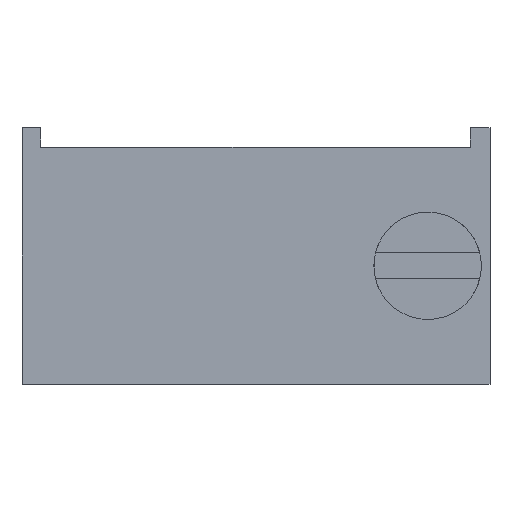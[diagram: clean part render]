
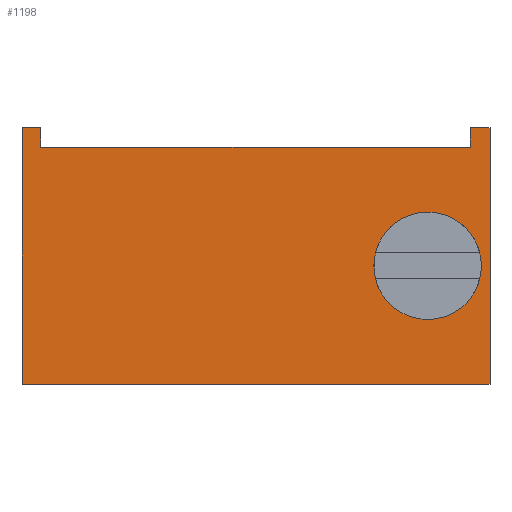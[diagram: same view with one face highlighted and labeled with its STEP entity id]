
A CAD part, front view. The second image highlights one B-rep face of the part: STEP entity #1198.
In plain terms, the highlighted planar face has unit normal (0, -1, 0).
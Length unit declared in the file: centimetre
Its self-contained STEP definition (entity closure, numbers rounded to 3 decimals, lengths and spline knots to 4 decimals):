
#139 = PLANE ( 'NONE',  #822 ) ;
#146 = CARTESIAN_POINT ( 'NONE',  ( 0., -0.9652, 0. ) ) ;
#147 = DIRECTION ( 'NONE',  ( 0., 1., 0. ) ) ;
#148 = DIRECTION ( 'NONE',  ( 0., 0., 1. ) ) ;
#247 = CIRCLE ( 'NONE', #1115, 0.1092 ) ;
#296 = LINE ( 'NONE', #1586, #304 ) ;
#298 = LINE ( 'NONE', #1341, #300 ) ;
#299 = LINE ( 'NONE', #1481, #302 ) ;
#300 = VECTOR ( 'NONE', #1396, 100. ) ;
#301 = LINE ( 'NONE', #1356, #306 ) ;
#302 = VECTOR ( 'NONE', #1556, 100. ) ;
#303 = LINE ( 'NONE', #1528, #308 ) ;
#304 = VECTOR ( 'NONE', #1491, 100. ) ;
#305 = LINE ( 'NONE', #1529, #310 ) ;
#306 = VECTOR ( 'NONE', #1578, 100. ) ;
#307 = LINE ( 'NONE', #1524, #312 ) ;
#308 = VECTOR ( 'NONE', #1589, 100. ) ;
#310 = VECTOR ( 'NONE', #1584, 100. ) ;
#311 = LINE ( 'NONE', #1565, #314 ) ;
#312 = VECTOR ( 'NONE', #1490, 100. ) ;
#313 = CIRCLE ( 'NONE', #611, 0.1092 ) ;
#314 = VECTOR ( 'NONE', #1569, 100. ) ;
#408 = ORIENTED_EDGE ( 'NONE', *, *, #1154, .F. ) ;
#409 = ORIENTED_EDGE ( 'NONE', *, *, #1155, .F. ) ;
#410 = ORIENTED_EDGE ( 'NONE', *, *, #1156, .F. ) ;
#411 = ORIENTED_EDGE ( 'NONE', *, *, #1157, .F. ) ;
#412 = ORIENTED_EDGE ( 'NONE', *, *, #1158, .T. ) ;
#413 = ORIENTED_EDGE ( 'NONE', *, *, #1159, .F. ) ;
#414 = ORIENTED_EDGE ( 'NONE', *, *, #1160, .F. ) ;
#415 = ORIENTED_EDGE ( 'NONE', *, *, #1161, .F. ) ;
#416 = ORIENTED_EDGE ( 'NONE', *, *, #1162, .F. ) ;
#417 = ORIENTED_EDGE ( 'NONE', *, *, #1127, .F. ) ;
#611 = AXIS2_PLACEMENT_3D ( 'NONE', #1564, #1533, #1526 ) ;
#725 = FACE_OUTER_BOUND ( 'NONE', #1011, .T. ) ;
#729 = FACE_BOUND ( 'NONE', #1027, .T. ) ;
#822 = AXIS2_PLACEMENT_3D ( 'NONE', #146, #147, #148 ) ;
#854 = CARTESIAN_POINT ( 'NONE',  ( 0.6902, -0.9652, 0.2813 ) ) ;
#870 = CARTESIAN_POINT ( 'NONE',  ( 0.6032, -0.9652, -0.1092 ) ) ;
#877 = CARTESIAN_POINT ( 'NONE',  ( -0.1841, -0.9652, 0.2813 ) ) ;
#882 = CARTESIAN_POINT ( 'NONE',  ( 0.6032, -0.9652, 0.1092 ) ) ;
#883 = CARTESIAN_POINT ( 'NONE',  ( 0.6902, -0.9652, 0.2413 ) ) ;
#899 = CARTESIAN_POINT ( 'NONE',  ( -0.2222, -0.9652, 0.2813 ) ) ;
#903 = CARTESIAN_POINT ( 'NONE',  ( -0.1841, -0.9652, 0.2413 ) ) ;
#910 = CARTESIAN_POINT ( 'NONE',  ( 0.7302, -0.9652, 0.2813 ) ) ;
#912 = CARTESIAN_POINT ( 'NONE',  ( 0.7302, -0.9652, -0.2413 ) ) ;
#918 = CARTESIAN_POINT ( 'NONE',  ( -0.2222, -0.9652, -0.2413 ) ) ;
#941 = VERTEX_POINT ( 'NONE', #882 ) ;
#953 = VERTEX_POINT ( 'NONE', #854 ) ;
#957 = VERTEX_POINT ( 'NONE', #870 ) ;
#968 = VERTEX_POINT ( 'NONE', #912 ) ;
#976 = VERTEX_POINT ( 'NONE', #903 ) ;
#978 = VERTEX_POINT ( 'NONE', #899 ) ;
#979 = VERTEX_POINT ( 'NONE', #918 ) ;
#983 = VERTEX_POINT ( 'NONE', #883 ) ;
#990 = VERTEX_POINT ( 'NONE', #910 ) ;
#1001 = VERTEX_POINT ( 'NONE', #877 ) ;
#1011 = EDGE_LOOP ( 'NONE', ( #408, #409, #410, #411, #412, #413, #414, #415 ) ) ;
#1027 = EDGE_LOOP ( 'NONE', ( #416, #417 ) ) ;
#1115 = AXIS2_PLACEMENT_3D ( 'NONE', #1395, #1249, #1239 ) ;
#1127 = EDGE_CURVE ( 'NONE', #957, #941, #247, .T. ) ;
#1154 = EDGE_CURVE ( 'NONE', #979, #978, #298, .T. ) ;
#1155 = EDGE_CURVE ( 'NONE', #968, #979, #299, .T. ) ;
#1156 = EDGE_CURVE ( 'NONE', #990, #968, #296, .T. ) ;
#1157 = EDGE_CURVE ( 'NONE', #953, #990, #301, .T. ) ;
#1158 = EDGE_CURVE ( 'NONE', #953, #983, #303, .T. ) ;
#1159 = EDGE_CURVE ( 'NONE', #976, #983, #305, .T. ) ;
#1160 = EDGE_CURVE ( 'NONE', #1001, #976, #307, .T. ) ;
#1161 = EDGE_CURVE ( 'NONE', #978, #1001, #311, .T. ) ;
#1162 = EDGE_CURVE ( 'NONE', #941, #957, #313, .T. ) ;
#1198 = ADVANCED_FACE ( 'NONE', ( #725, #729 ), #139, .F. ) ;
#1239 = DIRECTION ( 'NONE',  ( 0., 0., 1. ) ) ;
#1249 = DIRECTION ( 'NONE',  ( 0., -1., 0. ) ) ;
#1341 = CARTESIAN_POINT ( 'NONE',  ( -0.2222, -0.9652, 0.2413 ) ) ;
#1356 = CARTESIAN_POINT ( 'NONE',  ( 0.7302, -0.9652, 0.2813 ) ) ;
#1395 = CARTESIAN_POINT ( 'NONE',  ( 0.6032, -0.9652, 0. ) ) ;
#1396 = DIRECTION ( 'NONE',  ( 0., 0., 1. ) ) ;
#1481 = CARTESIAN_POINT ( 'NONE',  ( 0.7302, -0.9652, -0.2413 ) ) ;
#1490 = DIRECTION ( 'NONE',  ( 0., 0., -1. ) ) ;
#1491 = DIRECTION ( 'NONE',  ( 0., 0., -1. ) ) ;
#1524 = CARTESIAN_POINT ( 'NONE',  ( -0.1841, -0.9652, 0.2813 ) ) ;
#1526 = DIRECTION ( 'NONE',  ( 0., 0., 1. ) ) ;
#1528 = CARTESIAN_POINT ( 'NONE',  ( 0.6902, -0.9652, 0.2813 ) ) ;
#1529 = CARTESIAN_POINT ( 'NONE',  ( 0.7302, -0.9652, 0.2413 ) ) ;
#1533 = DIRECTION ( 'NONE',  ( 0., -1., 0. ) ) ;
#1556 = DIRECTION ( 'NONE',  ( -1., 0., 0. ) ) ;
#1564 = CARTESIAN_POINT ( 'NONE',  ( 0.6032, -0.9652, 0. ) ) ;
#1565 = CARTESIAN_POINT ( 'NONE',  ( -0.2222, -0.9652, 0.2813 ) ) ;
#1569 = DIRECTION ( 'NONE',  ( 1., 0., 0. ) ) ;
#1578 = DIRECTION ( 'NONE',  ( 1., 0., 0. ) ) ;
#1584 = DIRECTION ( 'NONE',  ( 1., 0., 0. ) ) ;
#1586 = CARTESIAN_POINT ( 'NONE',  ( 0.7302, -0.9652, 0.2413 ) ) ;
#1589 = DIRECTION ( 'NONE',  ( 0., 0., -1. ) ) ;
